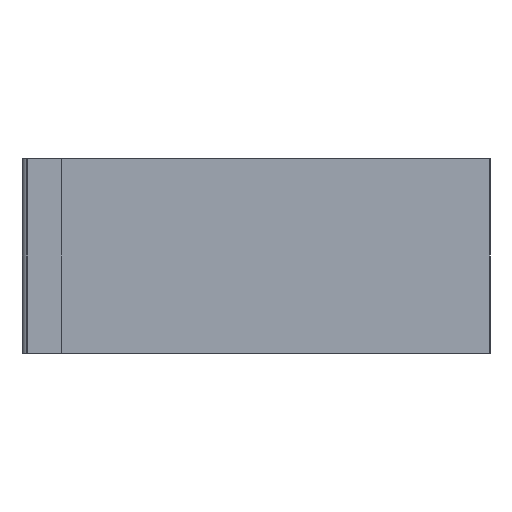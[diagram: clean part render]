
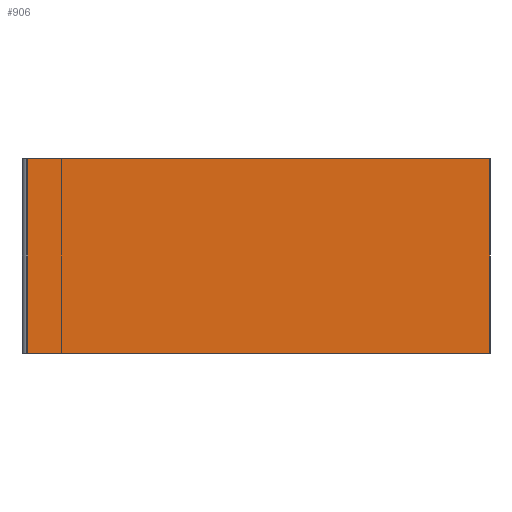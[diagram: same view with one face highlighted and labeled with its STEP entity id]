
A CAD part, left-side view. The second image highlights one B-rep face of the part: STEP entity #906.
In plain terms, the highlighted planar face has unit normal (-1, 0, 0).
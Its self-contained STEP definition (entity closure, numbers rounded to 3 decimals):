
#906 = ADVANCED_FACE ( 'NONE', ( #17121 ), #11644, .T. ) ;
#1007 = CARTESIAN_POINT ( 'NONE',  ( -50., 5.85, -2.5 ) ) ;
#1377 = VECTOR ( 'NONE', #15651, 1000. ) ;
#2002 = CARTESIAN_POINT ( 'NONE',  ( -50., -6., -2.5 ) ) ;
#2132 = ORIENTED_EDGE ( 'NONE', *, *, #9013, .T. ) ;
#3537 = LINE ( 'NONE', #11283, #14740 ) ;
#5015 = DIRECTION ( 'NONE',  ( 0., 0., 1. ) ) ;
#5292 = DIRECTION ( 'NONE',  ( 0., -1., 0. ) ) ;
#6401 = EDGE_CURVE ( 'NONE', #14272, #7994, #7530, .T. ) ;
#6438 = ORIENTED_EDGE ( 'NONE', *, *, #6401, .T. ) ;
#6514 = AXIS2_PLACEMENT_3D ( 'NONE', #11469, #17025, #16848 ) ;
#7530 = LINE ( 'NONE', #11594, #1377 ) ;
#7640 = LINE ( 'NONE', #2002, #13656 ) ;
#7994 = VERTEX_POINT ( 'NONE', #1007 ) ;
#8823 = EDGE_CURVE ( 'NONE', #7994, #17038, #11985, .T. ) ;
#9013 = EDGE_CURVE ( 'NONE', #17038, #14338, #7640, .T. ) ;
#11003 = CARTESIAN_POINT ( 'NONE',  ( -50., -6., 2.5 ) ) ;
#11283 = CARTESIAN_POINT ( 'NONE',  ( -50., 6., 2.5 ) ) ;
#11397 = EDGE_CURVE ( 'NONE', #14272, #14338, #3537, .T. ) ;
#11469 = CARTESIAN_POINT ( 'NONE',  ( -50., 6., -2.5 ) ) ;
#11594 = CARTESIAN_POINT ( 'NONE',  ( -50., 5.85, -2.5 ) ) ;
#11644 = PLANE ( 'NONE',  #6514 ) ;
#11985 = LINE ( 'NONE', #17367, #16471 ) ;
#12879 = ORIENTED_EDGE ( 'NONE', *, *, #8823, .T. ) ;
#13656 = VECTOR ( 'NONE', #5015, 1000. ) ;
#14272 = VERTEX_POINT ( 'NONE', #15882 ) ;
#14338 = VERTEX_POINT ( 'NONE', #11003 ) ;
#14740 = VECTOR ( 'NONE', #16841, 1000. ) ;
#15620 = CARTESIAN_POINT ( 'NONE',  ( -50., -6., -2.5 ) ) ;
#15651 = DIRECTION ( 'NONE',  ( 0., 0., -1. ) ) ;
#15792 = EDGE_LOOP ( 'NONE', ( #17194, #6438, #12879, #2132 ) ) ;
#15882 = CARTESIAN_POINT ( 'NONE',  ( -50., 5.85, 2.5 ) ) ;
#16471 = VECTOR ( 'NONE', #5292, 1000. ) ;
#16841 = DIRECTION ( 'NONE',  ( 0., -1., 0. ) ) ;
#16848 = DIRECTION ( 'NONE',  ( 0., 0., 1. ) ) ;
#17025 = DIRECTION ( 'NONE',  ( -1., 0., 0. ) ) ;
#17038 = VERTEX_POINT ( 'NONE', #15620 ) ;
#17121 = FACE_OUTER_BOUND ( 'NONE', #15792, .T. ) ;
#17194 = ORIENTED_EDGE ( 'NONE', *, *, #11397, .F. ) ;
#17367 = CARTESIAN_POINT ( 'NONE',  ( -50., 6., -2.5 ) ) ;
